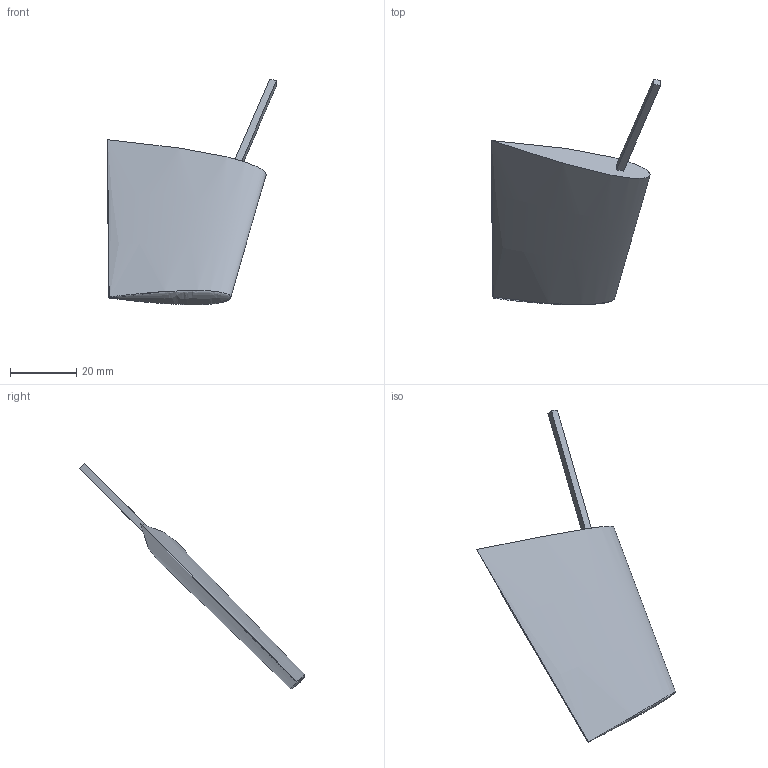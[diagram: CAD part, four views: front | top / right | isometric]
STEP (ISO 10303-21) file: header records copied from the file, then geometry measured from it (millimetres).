
FILE_DESCRIPTION((''),'2;1');
FILE_NAME('ROOT3','2023-02-07T21:09:10',('vpetrov'),(''),'CREO PARAMETRIC BY PTC INC, 2022414','CREO PARAMETRIC BY PTC INC, 2022414','');
FILE_SCHEMA(('CONFIG_CONTROL_DESIGN'));
Length unit declared in the file: millimetre
Products named in the file (1): ROOT3
Bounding box: 51.15 x 68.26 x 68.25 mm (x, y, z)
Surface area: 6100.3 mm2 (no closed solid volume)
Topology: 0 solids, 2 shells, 10 faces, 24 edges, 12 vertices
Faces by surface type: plane 7, bspline 3
Entity records: 9835 total; most frequent: CARTESIAN_POINT 9615, ORIENTED_EDGE 37, DIRECTION 26, EDGE_CURVE 19, VERTEX_POINT 13, VECTOR 12, LINE 12, EDGE_LOOP 10
